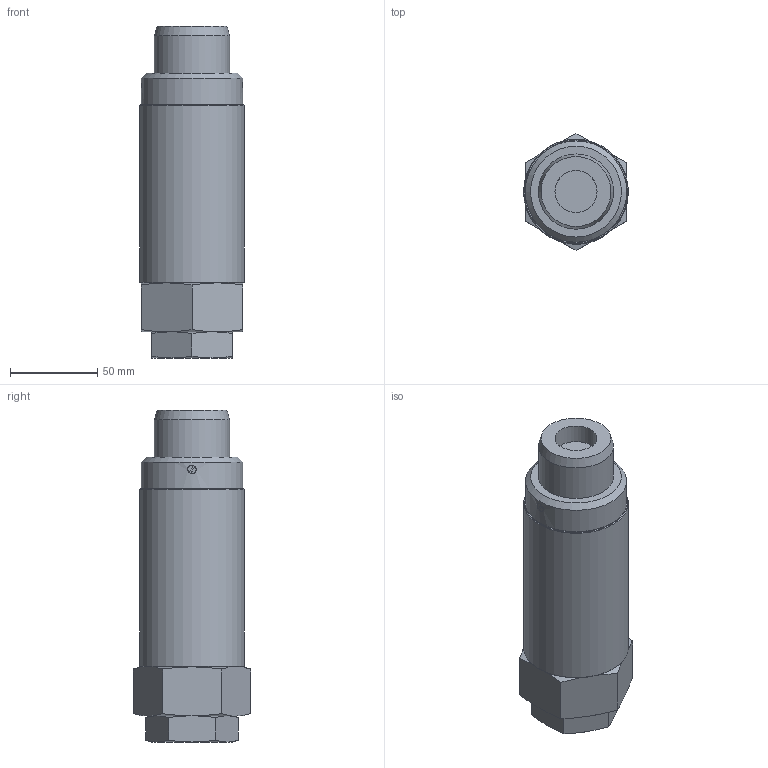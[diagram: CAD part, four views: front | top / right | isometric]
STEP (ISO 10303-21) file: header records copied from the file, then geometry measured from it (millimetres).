
FILE_DESCRIPTION(/* description */ (''),/* implementation_level */ '2;1');
FILE_NAME(/* name */ 'FM263.stp',/* time_stamp */ '2022-10-21T16:04:16+06:00',/* author */ ('SS00724538'),/* organization */ (''),/* preprocessor_version */ 'ST-DEVELOPER v18',/* originating_system */ 'Autodesk Inventor 2020',/* authorisation */ '');
FILE_SCHEMA (('AUTOMOTIVE_DESIGN { 1 0 10303 214 3 1 1 }'));
Length unit declared in the file: millimetre
Products named in the file (4): assy3; 3; FM263_SCALE; P.264302
Assembly tree (3 placements, depth 2):
  assy3
    3
    FM263_SCALE
    P.264302
Bounding box: 60 x 66.97 x 190 mm (x, y, z)
Volume: 427407.8 mm3; surface area: 83348.2 mm2
Topology: 5 solids, 5 shells, 111 faces, 235 edges, 146 vertices
Faces by surface type: plane 44, cone 41, cylinder 21, torus 5
Full cylindrical faces by diameter (mm): 24.117 x1, 24.5 x1, 43 x3, 44.58 x3, 47.5 x2, 49.5 x1, 49.6 x1, 50 x1, 50.5 x2, 54.5 x2, 58 x1, 60 x1
Entity records: 3315 total; most frequent: CARTESIAN_POINT 683, DIRECTION 522, ORIENTED_EDGE 470, EDGE_CURVE 235, AXIS2_PLACEMENT_3D 231, VERTEX_POINT 146, EDGE_LOOP 129, FACE_OUTER_BOUND 111
